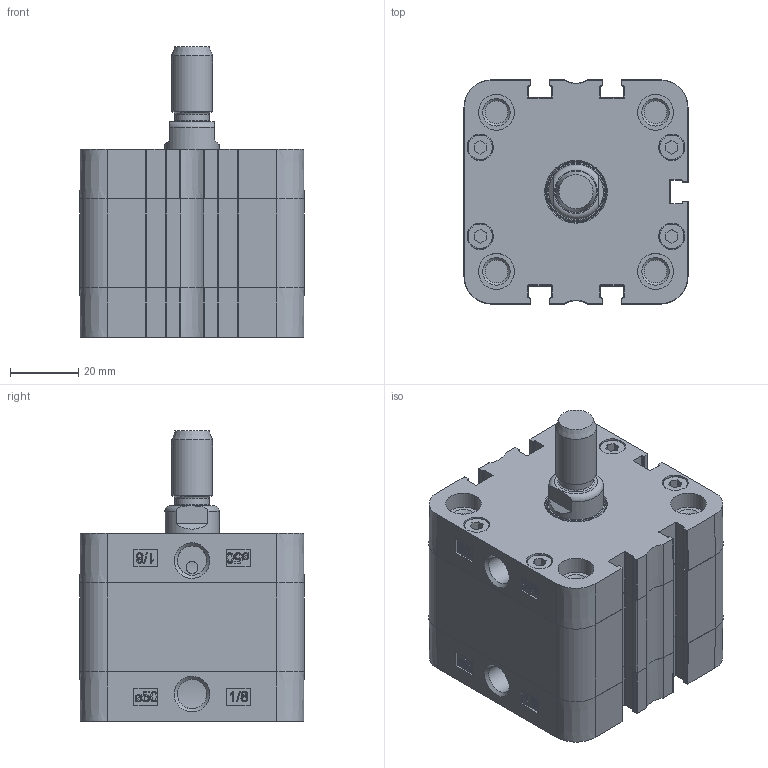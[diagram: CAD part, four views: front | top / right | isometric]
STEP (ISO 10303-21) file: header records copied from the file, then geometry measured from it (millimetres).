
FILE_DESCRIPTION((''),'2;1');
FILE_NAME('PSM050.010.GS.M.stp','2014-02-04T12:23:11',('carlo.corazza'),(''),'Autodesk Inventor 2012','Autodesk Inventor 2012','');
FILE_SCHEMA(('AUTOMOTIVE_DESIGN { 1 0 10303 214 1 1 1 1 }'));
Length unit declared in the file: millimetre
Products named in the file (5): PSM050.---.GS.M; CORPO-010; STELO-010; TA; TP
Assembly tree (4 placements, depth 2):
  PSM050.---.GS.M
    CORPO-010
    STELO-010
    TA
    TP
Bounding box: 65.5 x 65.5 x 85 mm (x, y, z)
Volume: 172294 mm3; surface area: 50089.8 mm2
Topology: 4 solids, 12 shells, 736 faces, 1878 edges, 1232 vertices
Faces by surface type: plane 342, cylinder 197, bspline 116, torus 45, cone 36
Full cylindrical faces by diameter (mm): 3.5 x1, 5.2 x8, 6.647 x1, 7.5 x8, 7.7 x8, 8.566 x2, 10 x1, 10.5 x8, 12 x2, 16 x1, 16.54 x1, 17.7 x1, 18 x1, 20.5 x1, 50 x1
Entity records: 23784 total; most frequent: CARTESIAN_POINT 5866, ORIENTED_EDGE 3546, DIRECTION 3266, EDGE_CURVE 1773, VERTEX_POINT 1217, AXIS2_PLACEMENT_3D 1124, VECTOR 1018, LINE 1018
